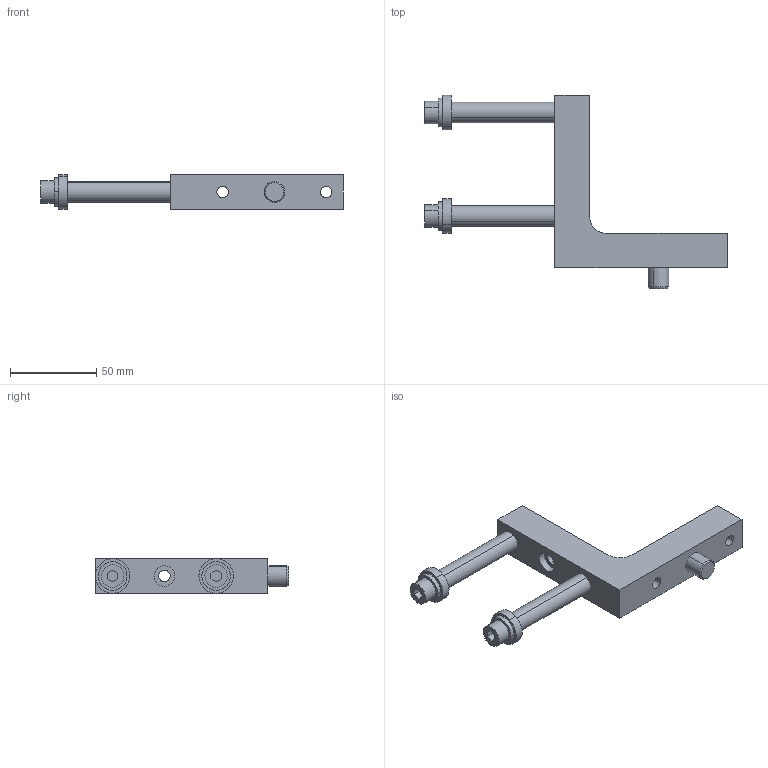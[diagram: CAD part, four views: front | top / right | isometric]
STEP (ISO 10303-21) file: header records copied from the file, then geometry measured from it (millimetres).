
FILE_DESCRIPTION(('CATIA V5 STEP Exchange','CAx-IF Rec.Pracs.--- Model Styling and Organization---1.4--- 2014-01-23'),'2;1');
FILE_NAME('TOS_023_SET_457610_01.stp','2021-06-08T10:44:08+00:00',('none'),('none'),'CATIA Version 5-6 Release 2018 SP3 HF13','CATIA V5 STEP AP214','none');
FILE_SCHEMA(('AUTOMOTIVE_DESIGN { 1 0 10303 214 1 1 1 1 }'));
Length unit declared in the file: millimetre
Products named in the file (1): TOS_023_SET_457610_01
Bounding box: 175.5 x 112 x 20 mm (x, y, z)
Volume: 90013.5 mm3; surface area: 32130.4 mm2
Topology: 1 solids, 1 shells, 103 faces, 239 edges, 160 vertices
Faces by surface type: cylinder 51, plane 44, cone 8
Entity records: 2841 total; most frequent: CARTESIAN_POINT 500, ORIENTED_EDGE 478, DIRECTION 375, EDGE_CURVE 239, AXIS2_PLACEMENT_3D 191, VERTEX_POINT 160, EDGE_LOOP 131, CIRCLE 120
